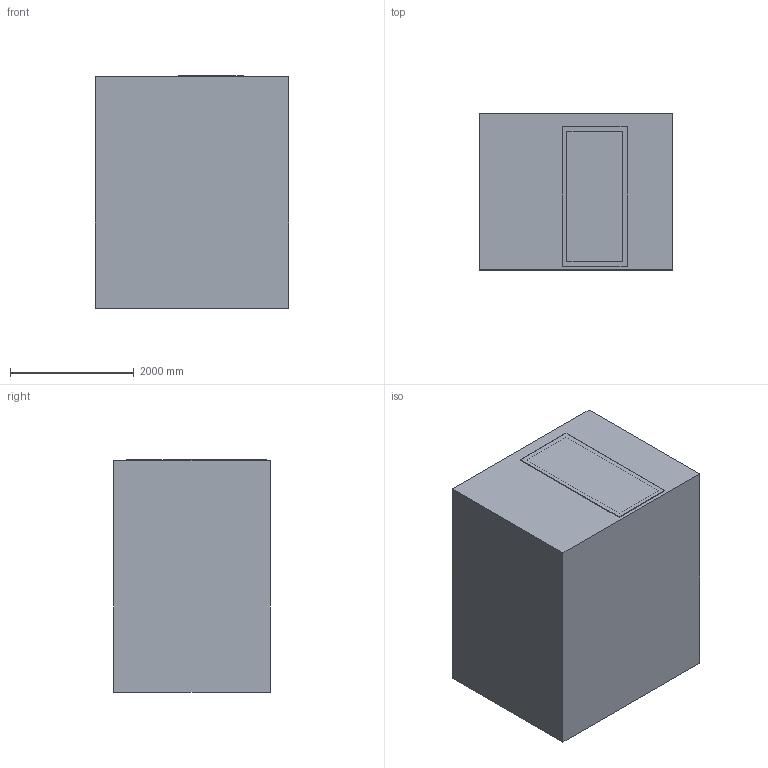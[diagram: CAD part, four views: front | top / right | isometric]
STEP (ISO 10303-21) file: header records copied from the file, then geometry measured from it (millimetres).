
FILE_DESCRIPTION(/* description */ (''),/* implementation_level */ '2;1');
FILE_NAME(/* name */ 'full.stp',/* time_stamp */ '2018-07-30T18:11:23-07:00',/* author */ ('User'),/* organization */ (''),/* preprocessor_version */ 'ST-DEVELOPER v17',/* originating_system */ 'Autodesk Inventor 2019',/* authorisation */ '');
FILE_SCHEMA (('AUTOMOTIVE_DESIGN { 1 0 10303 214 3 1 1 }'));
Length unit declared in the file: inch
Products named in the file (45): full; Room; left; left_0_0; left_0_1; left_0_2; left_1_0; left_1_1; left_1_2; back; back_0_0; back_0_1; back_1_0; back_1_1; right; right_0_0; right_0_1; right_0_2; right_1_0; right_1_0_1; right_1_0_2; outlets; left_tube_0; left_tube_0_1; left_tube_0_2; left_tube_0_3; left_tube_0_4; rightFront_tube; left_tube_0_5; switchbox; front_tube_0; outlet; front_tube_up; gusset_frame; gusset_plate; gusset_roofFloor; gusset_plate_leftRight; gusset_plate_corner; gusset_plate_leftRight_1; door_rim ...
Assembly tree (69 placements, depth 4):
  full
    Room
    left
      left_0_0
      left_0_1
      left_0_2
      left_1_0
      left_1_1
      left_1_2
    back
      back_0_0
      back_0_1
      back_1_0
      back_1_1
    right
      right_0_0
      right_0_1
      right_0_2
      right_1_0
      right_1_0_1
      right_1_0_2
    outlets
      outlet  x8
      left_tube_0
      left_tube_0_1
      left_tube_0_2
      left_tube_0_3
      left_tube_0_4
      rightFront_tube
      left_tube_0_5
      switchbox
      front_tube_0
      front_tube_up
    gusset_frame
      gusset_roofFloor  x2
        gusset_plate_leftRight
        gusset_plate_corner
        gusset_plate_leftRight_1
      gusset_plate  x8
    door_rim
    connection_plate
    light  x6
    door
      door_base
      door_handle
Bounding box: 3122.08 x 2527.3 x 3759.2 mm (x, y, z)
Volume: 2737480209.8 mm3; surface area: 168513632.8 mm2
Topology: 93 solids, 93 shells, 864 faces, 1862 edges, 1264 vertices
Faces by surface type: plane 695, cylinder 159, torus 8, bspline 2
Full cylindrical faces by diameter (mm): 4.5 x24, 7.847 x24, 10 x1, 12.7 x36, 19.05 x17, 38.1 x1, 44.45 x1, 238.8 x6, 244.8 x6, 250.8 x6
Entity records: 11967 total; most frequent: DIRECTION 1974, CARTESIAN_POINT 1842, ORIENTED_EDGE 1552, EDGE_CURVE 776, AXIS2_PLACEMENT_3D 706, LINE 562, VECTOR 562, VERTEX_POINT 526
